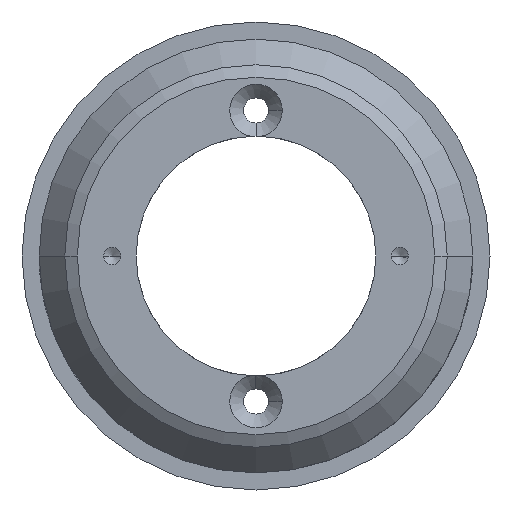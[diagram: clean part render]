
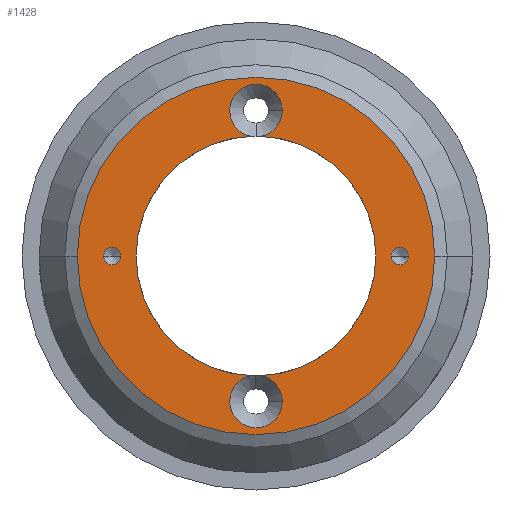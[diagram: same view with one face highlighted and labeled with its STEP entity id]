
A CAD part, front view. The second image highlights one B-rep face of the part: STEP entity #1428.
In plain terms, the highlighted planar face has unit normal (0, -1, 0).
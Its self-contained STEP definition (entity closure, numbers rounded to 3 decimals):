
#21=CARTESIAN_POINT('',(0.,-6.35,0.));
#22=DIRECTION('',(0.,-1.,0.));
#23=DIRECTION('',(-0.041,0.,0.999));
#24=AXIS2_PLACEMENT_3D('',#21,#22,#23);
#26=CARTESIAN_POINT('',(0.,-6.35,0.));
#27=DIRECTION('',(0.,1.,0.));
#28=DIRECTION('',(-0.041,0.,-0.999));
#29=AXIS2_PLACEMENT_3D('',#26,#27,#28);
#31=CARTESIAN_POINT('',(0.,-6.35,-12.75));
#32=DIRECTION('',(0.,1.,0.));
#33=DIRECTION('',(0.188,0.,0.982));
#34=AXIS2_PLACEMENT_3D('',#31,#32,#33);
#36=CARTESIAN_POINT('',(0.,-6.35,0.));
#37=DIRECTION('',(0.,1.,0.));
#38=DIRECTION('',(1.,0.,0.));
#39=AXIS2_PLACEMENT_3D('',#36,#37,#38);
#41=CARTESIAN_POINT('',(0.,-6.35,0.));
#42=DIRECTION('',(0.,-1.,0.));
#43=DIRECTION('',(1.,0.,0.));
#44=AXIS2_PLACEMENT_3D('',#41,#42,#43);
#46=CARTESIAN_POINT('',(0.,-6.35,12.75));
#47=DIRECTION('',(0.,1.,0.));
#48=DIRECTION('',(1.,0.,0.));
#49=AXIS2_PLACEMENT_3D('',#46,#47,#48);
#51=CARTESIAN_POINT('',(-12.6,-6.35,0.));
#52=DIRECTION('',(0.,-1.,0.));
#53=DIRECTION('',(-1.,0.,0.));
#54=AXIS2_PLACEMENT_3D('',#51,#52,#53);
#56=CARTESIAN_POINT('',(-12.6,-6.35,0.));
#57=DIRECTION('',(0.,-1.,0.));
#58=DIRECTION('',(1.,0.,0.));
#59=AXIS2_PLACEMENT_3D('',#56,#57,#58);
#61=CARTESIAN_POINT('',(12.6,-6.35,0.));
#62=DIRECTION('',(0.,-1.,0.));
#63=DIRECTION('',(-1.,0.,0.));
#64=AXIS2_PLACEMENT_3D('',#61,#62,#63);
#66=CARTESIAN_POINT('',(12.6,-6.35,0.));
#67=DIRECTION('',(0.,-1.,0.));
#68=DIRECTION('',(1.,0.,0.));
#69=AXIS2_PLACEMENT_3D('',#66,#67,#68);
#71=CARTESIAN_POINT('',(0.,-6.35,0.));
#72=DIRECTION('',(0.,-1.,0.));
#73=DIRECTION('',(1.,0.,0.));
#74=AXIS2_PLACEMENT_3D('',#71,#72,#73);
#84=CARTESIAN_POINT('',(0.,-6.35,0.));
#85=DIRECTION('',(0.,1.,0.));
#86=DIRECTION('',(1.,0.,0.));
#87=AXIS2_PLACEMENT_3D('',#84,#85,#86);
#601=CARTESIAN_POINT('',(0.,-6.35,-12.75));
#602=DIRECTION('',(0.,1.,0.));
#603=DIRECTION('',(1.,0.,0.));
#604=AXIS2_PLACEMENT_3D('',#601,#602,#603);
#662=CARTESIAN_POINT('',(0.,-6.35,12.75));
#663=DIRECTION('',(0.,1.,0.));
#664=DIRECTION('',(-0.188,0.,-0.982));
#665=AXIS2_PLACEMENT_3D('',#662,#663,#664);
#1093=CARTESIAN_POINT('',(10.5,-6.35,0.));
#1095=VERTEX_POINT('',#1093);
#1109=CARTESIAN_POINT('',(-10.5,-6.35,0.));
#1111=VERTEX_POINT('',#1109);
#1172=CARTESIAN_POINT('',(0.433,-6.35,10.491));
#1173=VERTEX_POINT('',#1172);
#1174=CARTESIAN_POINT('',(-0.433,-6.35,10.491));
#1175=VERTEX_POINT('',#1174);
#1176=CARTESIAN_POINT('',(0.433,-6.35,-10.491));
#1177=VERTEX_POINT('',#1176);
#1178=CARTESIAN_POINT('',(-0.433,-6.35,-10.491));
#1179=VERTEX_POINT('',#1178);
#1182=CARTESIAN_POINT('',(2.3,-6.35,12.75));
#1183=VERTEX_POINT('',#1182);
#1184=CARTESIAN_POINT('',(2.3,-6.35,-12.75));
#1185=VERTEX_POINT('',#1184);
#1194=CARTESIAN_POINT('',(15.65,-6.35,0.));
#1196=VERTEX_POINT('',#1194);
#1198=CARTESIAN_POINT('',(-15.65,-6.35,0.));
#1200=VERTEX_POINT('',#1198);
#1218=CARTESIAN_POINT('',(-13.35,-6.35,0.));
#1219=CARTESIAN_POINT('',(-11.85,-6.35,0.));
#1220=VERTEX_POINT('',#1218);
#1221=VERTEX_POINT('',#1219);
#1222=CARTESIAN_POINT('',(11.85,-6.35,0.));
#1223=CARTESIAN_POINT('',(13.35,-6.35,0.));
#1224=VERTEX_POINT('',#1222);
#1225=VERTEX_POINT('',#1223);
#1389=CARTESIAN_POINT('',(0.,-6.35,0.));
#1390=DIRECTION('',(0.,-1.,0.));
#1391=DIRECTION('',(-1.,0.,0.));
#1392=AXIS2_PLACEMENT_3D('',#1389,#1390,#1391);
#1393=PLANE('',#1392);
#1395=ORIENTED_EDGE('',*,*,#1394,.F.);
#1397=ORIENTED_EDGE('',*,*,#1396,.T.);
#1398=EDGE_LOOP('',(#1395,#1397));
#1399=FACE_OUTER_BOUND('',#1398,.F.);
#1401=ORIENTED_EDGE('',*,*,#1400,.F.);
#1402=ORIENTED_EDGE('',*,*,#1380,.T.);
#1404=ORIENTED_EDGE('',*,*,#1403,.F.);
#1406=ORIENTED_EDGE('',*,*,#1405,.F.);
#1408=ORIENTED_EDGE('',*,*,#1407,.F.);
#1410=ORIENTED_EDGE('',*,*,#1409,.F.);
#1411=ORIENTED_EDGE('',*,*,#1372,.T.);
#1413=ORIENTED_EDGE('',*,*,#1412,.F.);
#1414=EDGE_LOOP('',(#1401,#1402,#1404,#1406,#1408,#1410,#1411,#1413));
#1415=FACE_BOUND('',#1414,.F.);
#1417=ORIENTED_EDGE('',*,*,#1416,.T.);
#1419=ORIENTED_EDGE('',*,*,#1418,.T.);
#1420=EDGE_LOOP('',(#1417,#1419));
#1421=FACE_BOUND('',#1420,.F.);
#1423=ORIENTED_EDGE('',*,*,#1422,.T.);
#1425=ORIENTED_EDGE('',*,*,#1424,.T.);
#1426=EDGE_LOOP('',(#1423,#1425));
#1427=FACE_BOUND('',#1426,.F.);
#1428=ADVANCED_FACE('',(#1399,#1415,#1421,#1427),#1393,.T.);
#25=CIRCLE('',#24,10.5);
#30=CIRCLE('',#29,10.5);
#35=CIRCLE('',#34,2.3);
#40=CIRCLE('',#39,10.5);
#45=CIRCLE('',#44,10.5);
#50=CIRCLE('',#49,2.3);
#55=CIRCLE('',#54,0.75);
#60=CIRCLE('',#59,0.75);
#65=CIRCLE('',#64,0.75);
#70=CIRCLE('',#69,0.75);
#75=CIRCLE('',#74,15.65);
#88=CIRCLE('',#87,15.65);
#605=CIRCLE('',#604,2.3);
#666=CIRCLE('',#665,2.3);
#1372=EDGE_CURVE('',#1095,#1173,#45,.T.);
#1380=EDGE_CURVE('',#1175,#1111,#25,.T.);
#1394=EDGE_CURVE('',#1196,#1200,#75,.T.);
#1396=EDGE_CURVE('',#1196,#1200,#88,.T.);
#1400=EDGE_CURVE('',#1175,#1183,#666,.T.);
#1403=EDGE_CURVE('',#1179,#1111,#30,.T.);
#1405=EDGE_CURVE('',#1185,#1179,#605,.T.);
#1407=EDGE_CURVE('',#1177,#1185,#35,.T.);
#1409=EDGE_CURVE('',#1095,#1177,#40,.T.);
#1412=EDGE_CURVE('',#1183,#1173,#50,.T.);
#1416=EDGE_CURVE('',#1220,#1221,#55,.T.);
#1418=EDGE_CURVE('',#1221,#1220,#60,.T.);
#1422=EDGE_CURVE('',#1224,#1225,#65,.T.);
#1424=EDGE_CURVE('',#1225,#1224,#70,.T.);
